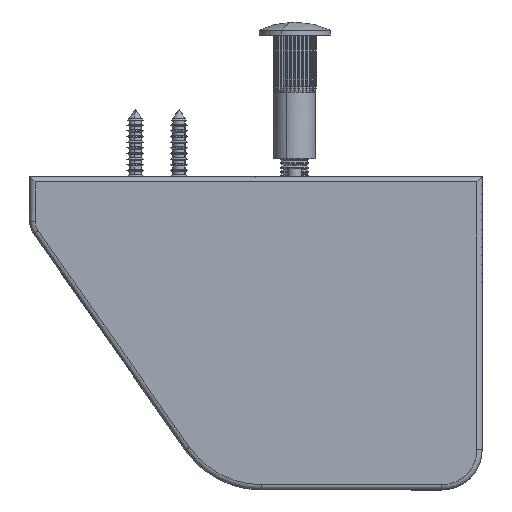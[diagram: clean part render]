
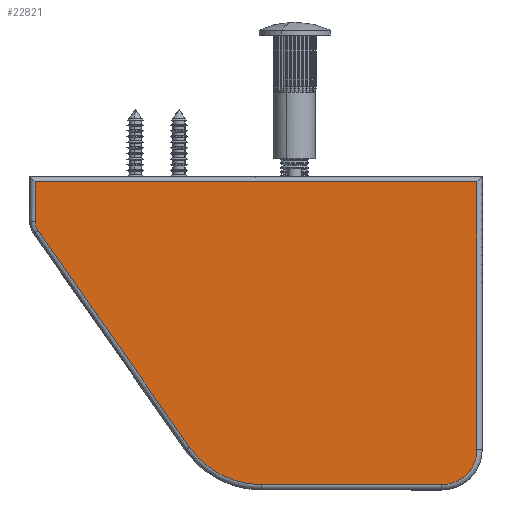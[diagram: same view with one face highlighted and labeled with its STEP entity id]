
A CAD part, left-side view. The second image highlights one B-rep face of the part: STEP entity #22821.
In plain terms, the highlighted face is planar.
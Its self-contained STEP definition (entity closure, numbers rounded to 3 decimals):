
#917 = CARTESIAN_POINT ( 'NONE',  ( 12.75, 6., 3. ) ) ;
#1477 = EDGE_CURVE ( 'NONE', #33898, #46615, #38888, .T. ) ;
#4711 = AXIS2_PLACEMENT_3D ( 'NONE', #31637, #67816, #50060 ) ;
#6101 = CARTESIAN_POINT ( 'NONE',  ( 77.5, 127., 3. ) ) ;
#6187 = VECTOR ( 'NONE', #67046, 1000. ) ;
#8930 = CARTESIAN_POINT ( 'NONE',  ( 87.5, 65.861, 3. ) ) ;
#10353 = ORIENTED_EDGE ( 'NONE', *, *, #74496, .T. ) ;
#11729 = VERTEX_POINT ( 'NONE', #36218 ) ;
#11780 = PLANE ( 'NONE',  #72949 ) ;
#12345 = EDGE_CURVE ( 'NONE', #67110, #72091, #47195, .T. ) ;
#15893 = EDGE_LOOP ( 'NONE', ( #62925, #24338, #70354, #66758, #10353, #37701, #40078, #68516 ) ) ;
#16534 = AXIS2_PLACEMENT_3D ( 'NONE', #35127, #17798, #18187 ) ;
#17798 = DIRECTION ( 'NONE',  ( 0., 0., 1. ) ) ;
#18187 = DIRECTION ( 'NONE',  ( 1., 0., 0. ) ) ;
#18647 = LINE ( 'NONE', #67727, #65476 ) ;
#21407 = EDGE_CURVE ( 'NONE', #11729, #33898, #22557, .T. ) ;
#22557 = LINE ( 'NONE', #77231, #72726 ) ;
#22821 = ADVANCED_FACE ( 'NONE', ( #36735 ), #11780, .T. ) ;
#24069 = LINE ( 'NONE', #43361, #35113 ) ;
#24338 = ORIENTED_EDGE ( 'NONE', *, *, #58606, .T. ) ;
#24719 = CARTESIAN_POINT ( 'NONE',  ( 1.5, 127., 3. ) ) ;
#27441 = VERTEX_POINT ( 'NONE', #24719 ) ;
#31358 = CARTESIAN_POINT ( 'NONE',  ( 15.331, 2.314, 3. ) ) ;
#31637 = CARTESIAN_POINT ( 'NONE',  ( 62.5, 65.861, 3. ) ) ;
#33809 = VERTEX_POINT ( 'NONE', #70315 ) ;
#33898 = VERTEX_POINT ( 'NONE', #37310 ) ;
#35113 = VECTOR ( 'NONE', #60669, 1000. ) ;
#35127 = CARTESIAN_POINT ( 'NONE',  ( 77.5, 117., 3. ) ) ;
#36218 = CARTESIAN_POINT ( 'NONE',  ( 1.5, 1.5, 3. ) ) ;
#36335 = CARTESIAN_POINT ( 'NONE',  ( 77.5, 117., 3. ) ) ;
#36735 = FACE_OUTER_BOUND ( 'NONE', #15893, .T. ) ;
#37310 = CARTESIAN_POINT ( 'NONE',  ( 12.75, 1.5, 3. ) ) ;
#37701 = ORIENTED_EDGE ( 'NONE', *, *, #47249, .T. ) ;
#38888 = CIRCLE ( 'NONE', #60702, 4.5 ) ;
#40078 = ORIENTED_EDGE ( 'NONE', *, *, #66339, .T. ) ;
#40271 = DIRECTION ( 'NONE',  ( 1., 0., 0. ) ) ;
#43157 = DIRECTION ( 'NONE',  ( 0., 0., 1. ) ) ;
#43361 = CARTESIAN_POINT ( 'NONE',  ( 1.5, 0., 3. ) ) ;
#45629 = CARTESIAN_POINT ( 'NONE',  ( 76.839, 45.382, 3. ) ) ;
#46615 = VERTEX_POINT ( 'NONE', #31358 ) ;
#47195 = CIRCLE ( 'NONE', #16534, 10. ) ;
#47249 = EDGE_CURVE ( 'NONE', #33809, #73168, #61186, .T. ) ;
#48112 = LINE ( 'NONE', #72650, #6187 ) ;
#49914 = DIRECTION ( 'NONE',  ( 0., 0., 1. ) ) ;
#50060 = DIRECTION ( 'NONE',  ( 1., 0., 0. ) ) ;
#52891 = VECTOR ( 'NONE', #69363, 1000. ) ;
#54884 = EDGE_CURVE ( 'NONE', #72091, #27441, #18647, .T. ) ;
#58606 = EDGE_CURVE ( 'NONE', #27441, #11729, #24069, .T. ) ;
#60018 = CARTESIAN_POINT ( 'NONE',  ( 87.5, 117., 3. ) ) ;
#60669 = DIRECTION ( 'NONE',  ( 0., -1., 0. ) ) ;
#60702 = AXIS2_PLACEMENT_3D ( 'NONE', #917, #49914, #74438 ) ;
#61186 = CIRCLE ( 'NONE', #4711, 25. ) ;
#61649 = DIRECTION ( 'NONE',  ( 1., 0., 0. ) ) ;
#62925 = ORIENTED_EDGE ( 'NONE', *, *, #54884, .T. ) ;
#65476 = VECTOR ( 'NONE', #78164, 1000. ) ;
#66339 = EDGE_CURVE ( 'NONE', #73168, #67110, #48112, .T. ) ;
#66758 = ORIENTED_EDGE ( 'NONE', *, *, #1477, .T. ) ;
#67046 = DIRECTION ( 'NONE',  ( 0., 1., 0. ) ) ;
#67110 = VERTEX_POINT ( 'NONE', #60018 ) ;
#67727 = CARTESIAN_POINT ( 'NONE',  ( 0., 127., 3. ) ) ;
#67816 = DIRECTION ( 'NONE',  ( 0., 0., 1. ) ) ;
#68516 = ORIENTED_EDGE ( 'NONE', *, *, #12345, .T. ) ;
#69363 = DIRECTION ( 'NONE',  ( 0.819, 0.574, 0. ) ) ;
#70315 = CARTESIAN_POINT ( 'NONE',  ( 76.839, 45.382, 3. ) ) ;
#70354 = ORIENTED_EDGE ( 'NONE', *, *, #21407, .T. ) ;
#72091 = VERTEX_POINT ( 'NONE', #6101 ) ;
#72650 = CARTESIAN_POINT ( 'NONE',  ( 87.5, 117., 3. ) ) ;
#72726 = VECTOR ( 'NONE', #40271, 1000. ) ;
#72949 = AXIS2_PLACEMENT_3D ( 'NONE', #36335, #43157, #61649 ) ;
#73168 = VERTEX_POINT ( 'NONE', #8930 ) ;
#74438 = DIRECTION ( 'NONE',  ( 1., 0., 0. ) ) ;
#74496 = EDGE_CURVE ( 'NONE', #46615, #33809, #75770, .T. ) ;
#75770 = LINE ( 'NONE', #45629, #52891 ) ;
#77231 = CARTESIAN_POINT ( 'NONE',  ( 12.75, 1.5, 3. ) ) ;
#78164 = DIRECTION ( 'NONE',  ( -1., 0., 0. ) ) ;
